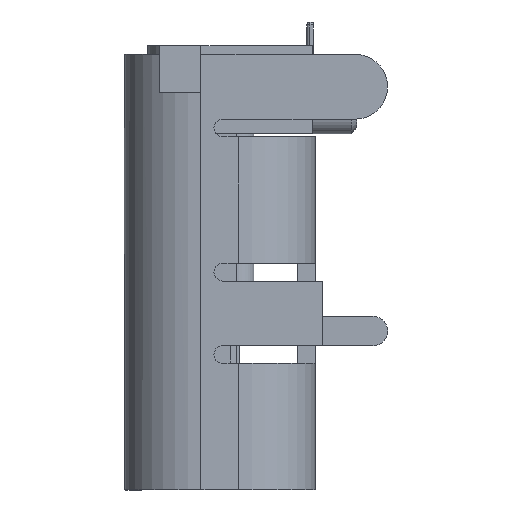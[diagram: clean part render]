
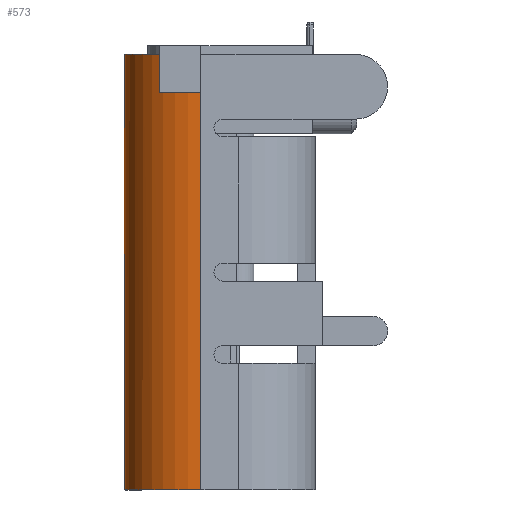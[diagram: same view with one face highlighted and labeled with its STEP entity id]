
A CAD part, left-side view. The second image highlights one B-rep face of the part: STEP entity #573.
In plain terms, the highlighted cylindrical face has radius 1.3 mm (diameter 2.6 mm), a partial arc.
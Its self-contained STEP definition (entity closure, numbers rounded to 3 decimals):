
#573=ADVANCED_FACE('',(#5618),#5620,.T.);
#5618=FACE_BOUND('',#5619,.T.);
#5619=EDGE_LOOP('',(#9676,#9677,#9678,#9679,#9680,#9681));
#5620=CYLINDRICAL_SURFACE('',#5621,1.3);
#5621=AXIS2_PLACEMENT_3D('',#5622,#5623,#5624);
#5622=CARTESIAN_POINT('',(-3.17,1.9,-0.2));
#5623=DIRECTION('',(0.,0.,-1.));
#5624=DIRECTION('',(0.,1.,0.));
#9676=ORIENTED_EDGE('',*,*,#12641,.F.);
#9677=ORIENTED_EDGE('',*,*,#12642,.T.);
#9678=ORIENTED_EDGE('',*,*,#12643,.T.);
#9679=ORIENTED_EDGE('',*,*,#12644,.T.);
#9680=ORIENTED_EDGE('',*,*,#12321,.T.);
#9681=ORIENTED_EDGE('',*,*,#12645,.T.);
#12321=EDGE_CURVE('',#13864,#13862,#13865,.T.);
#12641=EDGE_CURVE('',#14436,#14437,#14438,.T.);
#12642=EDGE_CURVE('',#14436,#14439,#14440,.T.);
#12643=EDGE_CURVE('',#14439,#14441,#14442,.T.);
#12644=EDGE_CURVE('',#14441,#13864,#14443,.T.);
#12645=EDGE_CURVE('',#13862,#14437,#14444,.T.);
#13862=VERTEX_POINT('',#16371);
#13864=VERTEX_POINT('',#16375);
#13865=LINE('',#16376,#16377);
#14436=VERTEX_POINT('',#17656);
#14437=VERTEX_POINT('',#17657);
#14438=LINE('',#17658,#17659);
#14439=VERTEX_POINT('',#17661);
#14440=CIRCLE('',#17662,1.3);
#14441=VERTEX_POINT('',#17666);
#14442=LINE('',#17667,#17668);
#14443=CIRCLE('',#17670,1.3);
#14444=CIRCLE('',#17674,1.3);
#16371=CARTESIAN_POINT('',(-3.17,3.2,-6.35));
#16375=CARTESIAN_POINT('',(-3.17,3.2,-0.2));
#16376=CARTESIAN_POINT('',(-3.17,3.2,-0.2));
#16377=VECTOR('',#16378,1.);
#16378=DIRECTION('',(0.,0.,-1.));
#17656=CARTESIAN_POINT('',(-4.47,1.9,1.05));
#17657=CARTESIAN_POINT('',(-4.47,1.9,-6.35));
#17658=CARTESIAN_POINT('',(-4.47,1.9,1.05));
#17659=VECTOR('',#17660,1.);
#17660=DIRECTION('',(0.,0.,-1.));
#17661=CARTESIAN_POINT('',(-3.205,3.2,1.05));
#17662=AXIS2_PLACEMENT_3D('',#17663,#17664,#17665);
#17663=CARTESIAN_POINT('',(-3.17,1.9,1.05));
#17664=DIRECTION('',(0.,0.,-1.));
#17665=DIRECTION('',(-1.,0.,0.));
#17666=CARTESIAN_POINT('',(-3.205,3.2,-0.2));
#17667=CARTESIAN_POINT('',(-3.205,3.2,1.05));
#17668=VECTOR('',#17669,1.);
#17669=DIRECTION('',(0.,0.,-1.));
#17670=AXIS2_PLACEMENT_3D('',#17671,#17672,#17673);
#17671=CARTESIAN_POINT('',(-3.17,1.9,-0.2));
#17672=DIRECTION('',(0.,0.,-1.));
#17673=DIRECTION('',(-0.027,1.,0.));
#17674=AXIS2_PLACEMENT_3D('',#17675,#17676,#17677);
#17675=CARTESIAN_POINT('',(-3.17,1.9,-6.35));
#17676=DIRECTION('',(0.,0.,1.));
#17677=DIRECTION('',(0.,1.,0.));
